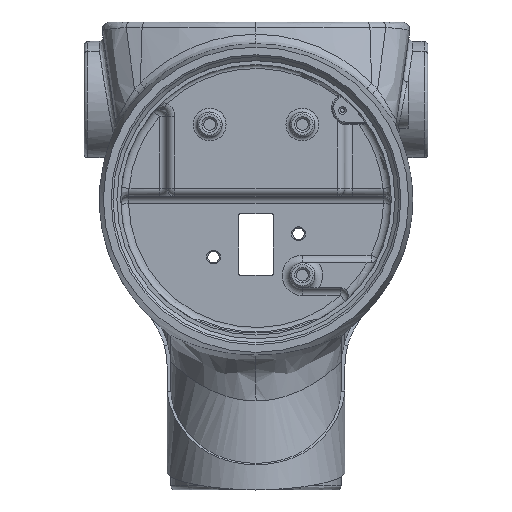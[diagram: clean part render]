
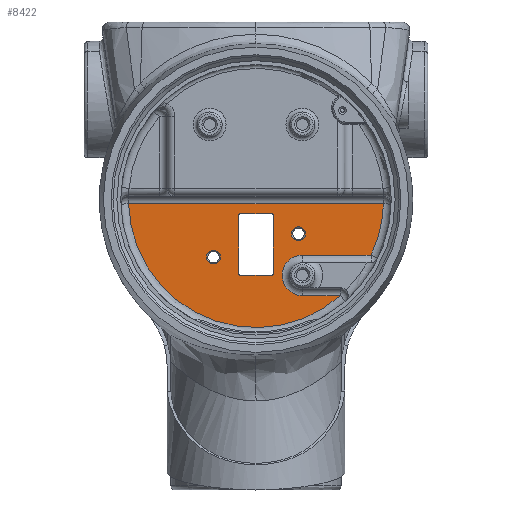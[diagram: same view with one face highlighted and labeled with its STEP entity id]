
A CAD part, top view. The second image highlights one B-rep face of the part: STEP entity #8422.
In plain terms, the highlighted planar face has unit normal (0, 0, 1).
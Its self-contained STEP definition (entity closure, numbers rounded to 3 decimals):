
#749=LINE($,#12837,#1056);
#750=LINE($,#12841,#1057);
#751=LINE($,#12845,#1058);
#752=LINE($,#12849,#1059);
#753=LINE($,#12853,#1060);
#754=LINE($,#12857,#1061);
#755=LINE($,#12861,#1062);
#1056=VECTOR($,#10163,8.);
#1057=VECTOR($,#10166,15.);
#1058=VECTOR($,#10169,8.);
#1059=VECTOR($,#10172,15.);
#1060=VECTOR($,#10175,9.827);
#1061=VECTOR($,#10178,17.765);
#1062=VECTOR($,#10181,65.97);
#1344=PLANE($,#9062);
#1651=FACE_BOUND($,#2416,.T.);
#1652=FACE_BOUND($,#2417,.T.);
#1653=FACE_BOUND($,#2418,.T.);
#1654=FACE_BOUND($,#2419,.T.);
#2416=EDGE_LOOP($,(#5891));
#2417=EDGE_LOOP($,(#5892,#5893,#5894,#5895,#5896,#5897,#5898,#5899));
#2418=EDGE_LOOP($,(#5900,#5901,#5902,#5903,#5904,#5905));
#2419=EDGE_LOOP($,(#5906));
#3102=CIRCLE($,#9061,1.8);
#3103=CIRCLE($,#9063,1.8);
#3104=CIRCLE($,#9064,0.5);
#3105=CIRCLE($,#9065,0.5);
#3106=CIRCLE($,#9066,0.5);
#3107=CIRCLE($,#9067,0.5);
#3108=CIRCLE($,#9068,5.25);
#3109=CIRCLE($,#9069,33.);
#3110=CIRCLE($,#9070,33.);
#3681=VERTEX_POINT($,#12830);
#3682=VERTEX_POINT($,#12833);
#3683=VERTEX_POINT($,#12835);
#3684=VERTEX_POINT($,#12836);
#3685=VERTEX_POINT($,#12838);
#3686=VERTEX_POINT($,#12840);
#3687=VERTEX_POINT($,#12842);
#3688=VERTEX_POINT($,#12844);
#3689=VERTEX_POINT($,#12846);
#3690=VERTEX_POINT($,#12848);
#3691=VERTEX_POINT($,#12851);
#3692=VERTEX_POINT($,#12852);
#3693=VERTEX_POINT($,#12854);
#3694=VERTEX_POINT($,#12856);
#3695=VERTEX_POINT($,#12858);
#3696=VERTEX_POINT($,#12860);
#4533=EDGE_CURVE($,#3681,#3681,#3102,.T.);
#4534=EDGE_CURVE($,#3682,#3682,#3103,.T.);
#4535=EDGE_CURVE($,#3683,#3684,#749,.T.);
#4536=EDGE_CURVE($,#3684,#3685,#3104,.T.);
#4537=EDGE_CURVE($,#3686,#3685,#750,.T.);
#4538=EDGE_CURVE($,#3686,#3687,#3105,.T.);
#4539=EDGE_CURVE($,#3687,#3688,#751,.T.);
#4540=EDGE_CURVE($,#3689,#3688,#3106,.T.);
#4541=EDGE_CURVE($,#3689,#3690,#752,.T.);
#4542=EDGE_CURVE($,#3683,#3690,#3107,.T.);
#4543=EDGE_CURVE($,#3691,#3692,#753,.T.);
#4544=EDGE_CURVE($,#3693,#3691,#3108,.T.);
#4545=EDGE_CURVE($,#3694,#3693,#754,.T.);
#4546=EDGE_CURVE($,#3695,#3694,#3109,.T.);
#4547=EDGE_CURVE($,#3696,#3695,#755,.T.);
#4548=EDGE_CURVE($,#3692,#3696,#3110,.T.);
#5891=ORIENTED_EDGE($,*,*,#4534,.F.);
#5892=ORIENTED_EDGE($,*,*,#4535,.T.);
#5893=ORIENTED_EDGE($,*,*,#4536,.T.);
#5894=ORIENTED_EDGE($,*,*,#4537,.F.);
#5895=ORIENTED_EDGE($,*,*,#4538,.T.);
#5896=ORIENTED_EDGE($,*,*,#4539,.T.);
#5897=ORIENTED_EDGE($,*,*,#4540,.F.);
#5898=ORIENTED_EDGE($,*,*,#4541,.T.);
#5899=ORIENTED_EDGE($,*,*,#4542,.F.);
#5900=ORIENTED_EDGE($,*,*,#4543,.F.);
#5901=ORIENTED_EDGE($,*,*,#4544,.F.);
#5902=ORIENTED_EDGE($,*,*,#4545,.F.);
#5903=ORIENTED_EDGE($,*,*,#4546,.F.);
#5904=ORIENTED_EDGE($,*,*,#4547,.F.);
#5905=ORIENTED_EDGE($,*,*,#4548,.F.);
#5906=ORIENTED_EDGE($,*,*,#4533,.F.);
#8422=ADVANCED_FACE($,(#1651,#1652,#1653,#1654),#1344,.T.);
#9061=AXIS2_PLACEMENT_3D($,#12831,#10157,#10158);
#9062=AXIS2_PLACEMENT_3D($,#12832,#10159,#10160);
#9063=AXIS2_PLACEMENT_3D($,#12834,#10161,#10162);
#9064=AXIS2_PLACEMENT_3D($,#12839,#10164,#10165);
#9065=AXIS2_PLACEMENT_3D($,#12843,#10167,#10168);
#9066=AXIS2_PLACEMENT_3D($,#12847,#10170,#10171);
#9067=AXIS2_PLACEMENT_3D($,#12850,#10173,#10174);
#9068=AXIS2_PLACEMENT_3D($,#12855,#10176,#10177);
#9069=AXIS2_PLACEMENT_3D($,#12859,#10179,#10180);
#9070=AXIS2_PLACEMENT_3D($,#12862,#10182,#10183);
#10157=DIRECTION('center_axis',(0.,0.,1.));
#10158=DIRECTION('ref_axis',(-1.,0.,0.));
#10159=DIRECTION('center_axis',(0.,0.,1.));
#10160=DIRECTION('ref_axis',(1.,0.,0.));
#10161=DIRECTION('center_axis',(0.,0.,1.));
#10162=DIRECTION('ref_axis',(-1.,0.,0.));
#10163=DIRECTION($,(-1.,0.,0.));
#10164=DIRECTION('center_axis',(0.,0.,-1.));
#10165=DIRECTION('ref_axis',(-0.707,-0.707,0.));
#10166=DIRECTION($,(0.,-1.,0.));
#10167=DIRECTION('center_axis',(0.,0.,-1.));
#10168=DIRECTION('ref_axis',(-0.707,0.707,0.));
#10169=DIRECTION($,(1.,0.,0.));
#10170=DIRECTION('center_axis',(0.,0.,1.));
#10171=DIRECTION('ref_axis',(0.707,0.707,0.));
#10172=DIRECTION($,(0.,-1.,0.));
#10173=DIRECTION('center_axis',(0.,0.,1.));
#10174=DIRECTION('ref_axis',(0.707,-0.707,0.));
#10175=DIRECTION($,(1.,0.,0.));
#10176=DIRECTION('center_axis',(0.,0.,1.));
#10177=DIRECTION('ref_axis',(-1.,0.,0.));
#10178=DIRECTION($,(-1.,0.,0.));
#10179=DIRECTION('center_axis',(0.,0.,-1.));
#10180=DIRECTION('ref_axis',(0.,-1.,0.));
#10181=DIRECTION($,(1.,0.,0.));
#10182=DIRECTION('center_axis',(0.,0.,-1.));
#10183=DIRECTION('ref_axis',(0.,-1.,0.));
#12830=CARTESIAN_POINT('',(12.8,-8.755,-0.5));
#12831=CARTESIAN_POINT('Origin',(11.,-8.755,-0.5));
#12832=CARTESIAN_POINT('Origin',(0.,-11.822,
-0.5));
#12833=CARTESIAN_POINT('',(-9.2,-14.755,-0.5));
#12834=CARTESIAN_POINT('Origin',(-11.,-14.755,-0.5));
#12835=CARTESIAN_POINT('',(4.,-19.5,-0.5));
#12836=CARTESIAN_POINT('',(-4.,-19.5,-0.5));
#12837=CARTESIAN_POINT($,(2.25,-19.5,-0.5));
#12838=CARTESIAN_POINT('',(-4.5,-19.,-0.5));
#12839=CARTESIAN_POINT('Origin',(-4.,-19.,-0.5));
#12840=CARTESIAN_POINT('',(-4.5,-4.,-0.5));
#12841=CARTESIAN_POINT($,(-4.5,-7.661,-0.5));
#12842=CARTESIAN_POINT('',(-4.,-3.5,-0.5));
#12843=CARTESIAN_POINT('Origin',(-4.,-4.,-0.5));
#12844=CARTESIAN_POINT('',(4.,-3.5,-0.5));
#12845=CARTESIAN_POINT($,(-2.25,-3.5,-0.5));
#12846=CARTESIAN_POINT('',(4.5,-4.,-0.5));
#12847=CARTESIAN_POINT('Origin',(4.,-4.,-0.5));
#12848=CARTESIAN_POINT('',(4.5,-19.,-0.5));
#12849=CARTESIAN_POINT($,(4.5,-7.661,-0.5));
#12850=CARTESIAN_POINT('Origin',(4.,-19.,-0.5));
#12851=CARTESIAN_POINT('',(12.,-24.75,-0.5));
#12852=CARTESIAN_POINT('',(21.827,-24.75,-0.5));
#12853=CARTESIAN_POINT($,(6.,-24.75,-0.5));
#12854=CARTESIAN_POINT('',(12.,-14.25,-0.5));
#12855=CARTESIAN_POINT('Origin',(12.,-19.5,-0.5));
#12856=CARTESIAN_POINT('',(29.765,-14.25,-0.5));
#12857=CARTESIAN_POINT($,(15.71,-14.25,-0.5));
#12858=CARTESIAN_POINT('',(32.985,-1.,-0.5));
#12859=CARTESIAN_POINT('Origin',(0.,0.,-0.5));
#12860=CARTESIAN_POINT('',(-32.985,-1.,-0.5));
#12861=CARTESIAN_POINT($,(-11.5,-1.,-0.5));
#12862=CARTESIAN_POINT('Origin',(0.,0.,-0.5));
